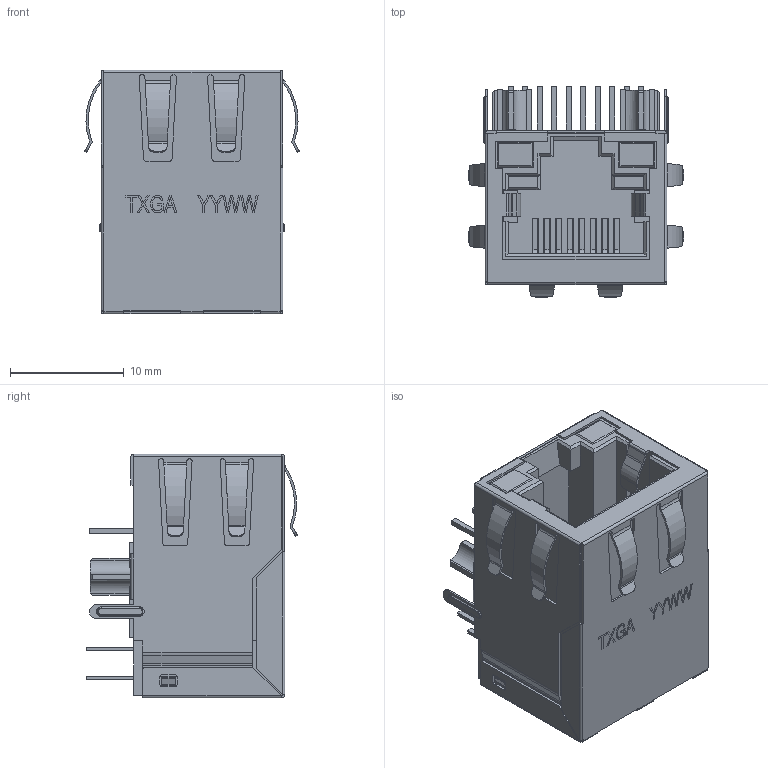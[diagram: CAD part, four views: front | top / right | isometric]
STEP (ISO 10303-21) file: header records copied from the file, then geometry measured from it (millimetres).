
FILE_DESCRIPTION((''),'2;1');
FILE_NAME('FRJ45168-REF_ASM','2025-03-11T',('gongcheng6'),(''),'PRO/ENGINEER BY PARAMETRIC TECHNOLOGY CORPORATION, 2010280','PRO/ENGINEER BY PARAMETRIC TECHNOLOGY CORPORATION, 2010280','');
FILE_SCHEMA(('CONFIG_CONTROL_DESIGN'));
Length unit declared in the file: millimetre
Products named in the file (6): RJ45168-BAS; RJ45168-LED; RJ45168-NPIN; RJ45168-WPIN; RJ45168-SLL; FRJ45168-REF_ASM
Assembly tree (5 placements, depth 2):
  FRJ45168-REF_ASM
    RJ45168-BAS
    RJ45168-LED
    RJ45168-NPIN
    RJ45168-WPIN
    RJ45168-SLL
Bounding box: 18.88 x 18.49 x 21.35 mm (x, y, z)
Volume: 3301.7 mm3; surface area: 5238.5 mm2
Topology: 26 solids, 26 shells, 902 faces, 2430 edges, 1594 vertices
Faces by surface type: plane 658, cylinder 186, extrusion 34, torus 16, cone 8
Entity records: 28421 total; most frequent: CARTESIAN_POINT 5629, ORIENTED_EDGE 4860, DIRECTION 4406, EDGE_CURVE 2430, VECTOR 1968, LINE 1934, VERTEX_POINT 1594, AXIS2_PLACEMENT_3D 1219
